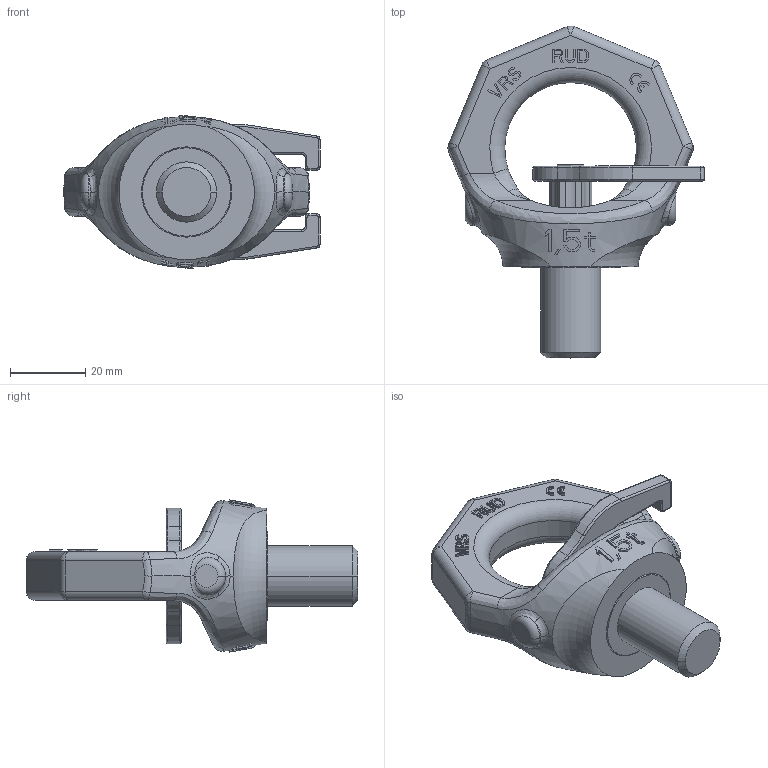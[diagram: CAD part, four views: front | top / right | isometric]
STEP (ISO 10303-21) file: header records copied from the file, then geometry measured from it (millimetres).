
FILE_DESCRIPTION((''),'2;1');
FILE_NAME('001-M35307-P-2_ASM','2018-08-21T',('Andreas.Wendler'),(''),'PRO/ENGINEER BY PARAMETRIC TECHNOLOGY CORPORATION, 2011490','PRO/ENGINEER BY PARAMETRIC TECHNOLOGY CORPORATION, 2011490','');
FILE_SCHEMA(('CONFIG_CONTROL_DESIGN'));
Length unit declared in the file: millimetre
Products named in the file (4): 001-M35307-P-1; 001-M35104-P-1; 001-M33192-P-2; 001-M35307-P-2_ASM
Assembly tree (3 placements, depth 2):
  001-M35307-P-2_ASM
    001-M35307-P-1
    001-M35104-P-1
    001-M33192-P-2
Bounding box: 68.13 x 88.24 x 40.44 mm (x, y, z)
Volume: 48347.4 mm3; surface area: 17324.3 mm2
Topology: 3 solids, 3 shells, 698 faces, 1889 edges, 1227 vertices
Faces by surface type: plane 524, cylinder 76, bspline 54, torus 32, sphere 10, cone 2
Entity records: 25603 total; most frequent: CARTESIAN_POINT 8674, ORIENTED_EDGE 3778, DIRECTION 3062, EDGE_CURVE 1889, VECTOR 1282, LINE 1282, VERTEX_POINT 1227, AXIS2_PLACEMENT_3D 890
